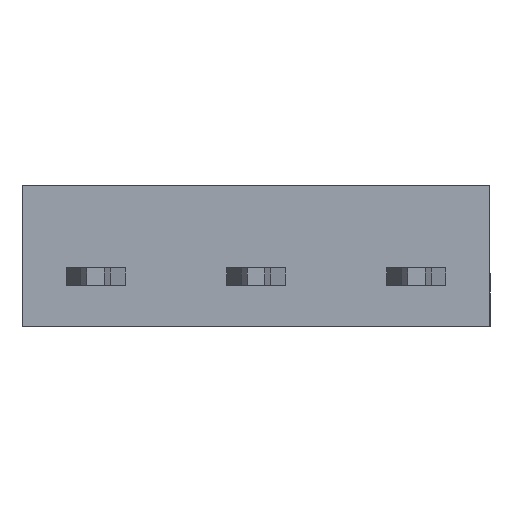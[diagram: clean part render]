
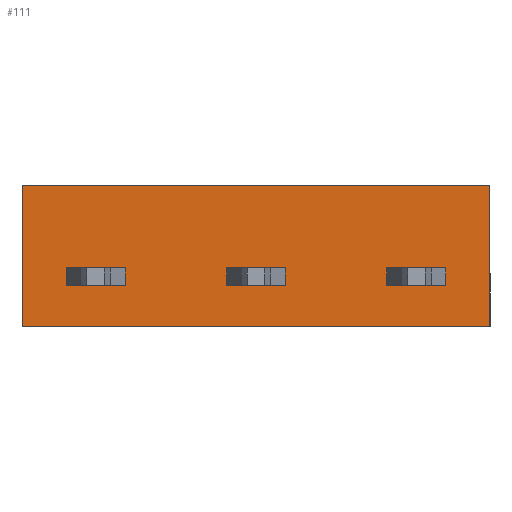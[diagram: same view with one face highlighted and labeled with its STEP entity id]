
A CAD part, front view. The second image highlights one B-rep face of the part: STEP entity #111.
In plain terms, the highlighted planar face has unit normal (0, -1, 0).
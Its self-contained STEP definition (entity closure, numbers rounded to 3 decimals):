
#4 = ORIENTED_EDGE ( 'NONE', *, *, #1083, .T. ) ;
#5 = ORIENTED_EDGE ( 'NONE', *, *, #2255, .T. ) ;
#6 = ORIENTED_EDGE ( 'NONE', *, *, #2261, .F. ) ;
#7 = ORIENTED_EDGE ( 'NONE', *, *, #1093, .T. ) ;
#21 = ORIENTED_EDGE ( 'NONE', *, *, #2266, .T. ) ;
#25 = ORIENTED_EDGE ( 'NONE', *, *, #1127, .F. ) ;
#26 = ORIENTED_EDGE ( 'NONE', *, *, #1980, .T. ) ;
#45 = EDGE_CURVE ( 'NONE', #539, #1139, #1211, .T. ) ;
#56 = EDGE_CURVE ( 'NONE', #569, #553, #1234, .T. ) ;
#111 = ADVANCED_FACE ( 'NONE', ( #4054, #4055, #4038, #4044 ), #4426, .F. ) ;
#184 = DIRECTION ( 'NONE',  ( 0., 0., 1. ) ) ;
#194 = CARTESIAN_POINT ( 'NONE',  ( -6.45, 0., 1.997 ) ) ;
#213 = EDGE_CURVE ( 'NONE', #970, #569, #1827, .T. ) ;
#222 = EDGE_CURVE ( 'NONE', #907, #863, #1824, .T. ) ;
#230 = EDGE_CURVE ( 'NONE', #531, #594, #1781, .T. ) ;
#531 = VERTEX_POINT ( 'NONE', #2797 ) ;
#539 = VERTEX_POINT ( 'NONE', #2807 ) ;
#541 = VERTEX_POINT ( 'NONE', #2809 ) ;
#553 = VERTEX_POINT ( 'NONE', #2844 ) ;
#569 = VERTEX_POINT ( 'NONE', #2911 ) ;
#570 = VERTEX_POINT ( 'NONE', #2855 ) ;
#594 = VERTEX_POINT ( 'NONE', #2893 ) ;
#753 = VERTEX_POINT ( 'NONE', #2863 ) ;
#771 = VERTEX_POINT ( 'NONE', #2881 ) ;
#789 = EDGE_LOOP ( 'NONE', ( #2068, #2067, #2070, #2069 ) ) ;
#811 = EDGE_LOOP ( 'NONE', ( #7, #6, #25, #21 ) ) ;
#828 = EDGE_LOOP ( 'NONE', ( #2071, #2056, #2050, #2061 ) ) ;
#831 = EDGE_LOOP ( 'NONE', ( #2074, #4, #26, #5 ) ) ;
#859 = VERTEX_POINT ( 'NONE', #2898 ) ;
#863 = VERTEX_POINT ( 'NONE', #2864 ) ;
#898 = VERTEX_POINT ( 'NONE', #2968 ) ;
#907 = VERTEX_POINT ( 'NONE', #2972 ) ;
#968 = VERTEX_POINT ( 'NONE', #2977 ) ;
#970 = VERTEX_POINT ( 'NONE', #2976 ) ;
#1083 = EDGE_CURVE ( 'NONE', #863, #898, #1843, .T. ) ;
#1091 = EDGE_CURVE ( 'NONE', #553, #859, #1860, .T. ) ;
#1093 = EDGE_CURVE ( 'NONE', #771, #570, #1885, .T. ) ;
#1127 = EDGE_CURVE ( 'NONE', #753, #541, #1871, .T. ) ;
#1139 = VERTEX_POINT ( 'NONE', #3045 ) ;
#1194 = VECTOR ( 'NONE', #4937, 1000. ) ;
#1204 = VECTOR ( 'NONE', #4911, 1000. ) ;
#1211 = LINE ( 'NONE', #4909, #1204 ) ;
#1234 = LINE ( 'NONE', #4961, #1194 ) ;
#1307 = LINE ( 'NONE', #2124, #1343 ) ;
#1338 = LINE ( 'NONE', #2204, #1344 ) ;
#1343 = VECTOR ( 'NONE', #2126, 1000. ) ;
#1344 = VECTOR ( 'NONE', #2185, 1000. ) ;
#1364 = LINE ( 'NONE', #194, #1409 ) ;
#1409 = VECTOR ( 'NONE', #184, 1000. ) ;
#1776 = VECTOR ( 'NONE', #2571, 1000. ) ;
#1779 = VECTOR ( 'NONE', #2559, 1000. ) ;
#1781 = LINE ( 'NONE', #2608, #1776 ) ;
#1786 = VECTOR ( 'NONE', #2532, 1000. ) ;
#1824 = LINE ( 'NONE', #2536, #1779 ) ;
#1827 = LINE ( 'NONE', #2500, #1786 ) ;
#1843 = LINE ( 'NONE', #2989, #1882 ) ;
#1860 = LINE ( 'NONE', #3010, #1865 ) ;
#1865 = VECTOR ( 'NONE', #3046, 1000. ) ;
#1871 = LINE ( 'NONE', #3076, #1881 ) ;
#1881 = VECTOR ( 'NONE', #3051, 1000. ) ;
#1882 = VECTOR ( 'NONE', #3001, 1000. ) ;
#1883 = LINE ( 'NONE', #3082, #1884 ) ;
#1884 = VECTOR ( 'NONE', #3037, 1000. ) ;
#1885 = LINE ( 'NONE', #3008, #1890 ) ;
#1890 = VECTOR ( 'NONE', #3029, 1000. ) ;
#1903 = LINE ( 'NONE', #2171, #1904 ) ;
#1904 = VECTOR ( 'NONE', #2162, 1000. ) ;
#1947 = VECTOR ( 'NONE', #2460, 1000. ) ;
#1948 = VECTOR ( 'NONE', #2151, 1000. ) ;
#1956 = LINE ( 'NONE', #2459, #1947 ) ;
#1959 = LINE ( 'NONE', #2166, #1948 ) ;
#1980 = EDGE_CURVE ( 'NONE', #898, #968, #1883, .T. ) ;
#2050 = ORIENTED_EDGE ( 'NONE', *, *, #1091, .T. ) ;
#2056 = ORIENTED_EDGE ( 'NONE', *, *, #56, .T. ) ;
#2061 = ORIENTED_EDGE ( 'NONE', *, *, #3810, .T. ) ;
#2067 = ORIENTED_EDGE ( 'NONE', *, *, #2278, .T. ) ;
#2068 = ORIENTED_EDGE ( 'NONE', *, *, #230, .T. ) ;
#2069 = ORIENTED_EDGE ( 'NONE', *, *, #3837, .T. ) ;
#2070 = ORIENTED_EDGE ( 'NONE', *, *, #45, .T. ) ;
#2071 = ORIENTED_EDGE ( 'NONE', *, *, #213, .T. ) ;
#2074 = ORIENTED_EDGE ( 'NONE', *, *, #222, .T. ) ;
#2124 = CARTESIAN_POINT ( 'NONE',  ( 4.45, 0., 1.997 ) ) ;
#2126 = DIRECTION ( 'NONE',  ( 0., 0., 1. ) ) ;
#2151 = DIRECTION ( 'NONE',  ( 0., 0., -1. ) ) ;
#2162 = DIRECTION ( 'NONE',  ( 0., 0., -1. ) ) ;
#2166 = CARTESIAN_POINT ( 'NONE',  ( 7.95, 0., 4.8 ) ) ;
#2171 = CARTESIAN_POINT ( 'NONE',  ( -7.95, 0., 4.8 ) ) ;
#2185 = DIRECTION ( 'NONE',  ( 0., 0., -1. ) ) ;
#2204 = CARTESIAN_POINT ( 'NONE',  ( -4.45, 0., 1.997 ) ) ;
#2255 = EDGE_CURVE ( 'NONE', #968, #907, #1956, .T. ) ;
#2261 = EDGE_CURVE ( 'NONE', #541, #570, #1959, .T. ) ;
#2266 = EDGE_CURVE ( 'NONE', #753, #771, #1903, .T. ) ;
#2278 = EDGE_CURVE ( 'NONE', #594, #539, #1338, .T. ) ;
#2459 = CARTESIAN_POINT ( 'NONE',  ( -1., 0., 2. ) ) ;
#2460 = DIRECTION ( 'NONE',  ( 0., 0., 1. ) ) ;
#2500 = CARTESIAN_POINT ( 'NONE',  ( 4.45, 0., 1.997 ) ) ;
#2532 = DIRECTION ( 'NONE',  ( 1., 0., 0. ) ) ;
#2536 = CARTESIAN_POINT ( 'NONE',  ( -1., 0., 2. ) ) ;
#2559 = DIRECTION ( 'NONE',  ( 1., 0., 0. ) ) ;
#2571 = DIRECTION ( 'NONE',  ( 1., 0., 0. ) ) ;
#2608 = CARTESIAN_POINT ( 'NONE',  ( -6.45, 0., 1.997 ) ) ;
#2797 = CARTESIAN_POINT ( 'NONE',  ( -6.45, 0., 1.997 ) ) ;
#2807 = CARTESIAN_POINT ( 'NONE',  ( -4.45, 0., 1.4 ) ) ;
#2809 = CARTESIAN_POINT ( 'NONE',  ( 7.95, 0., 4.8 ) ) ;
#2844 = CARTESIAN_POINT ( 'NONE',  ( 6.45, 0., 1.4 ) ) ;
#2855 = CARTESIAN_POINT ( 'NONE',  ( 7.95, 0., 0. ) ) ;
#2863 = CARTESIAN_POINT ( 'NONE',  ( -7.95, 0., 4.8 ) ) ;
#2864 = CARTESIAN_POINT ( 'NONE',  ( 1., 0., 2. ) ) ;
#2881 = CARTESIAN_POINT ( 'NONE',  ( -7.95, 0., 0. ) ) ;
#2893 = CARTESIAN_POINT ( 'NONE',  ( -4.45, 0., 1.997 ) ) ;
#2898 = CARTESIAN_POINT ( 'NONE',  ( 4.45, 0., 1.4 ) ) ;
#2911 = CARTESIAN_POINT ( 'NONE',  ( 6.45, 0., 1.997 ) ) ;
#2968 = CARTESIAN_POINT ( 'NONE',  ( 1., 0., 1.4 ) ) ;
#2972 = CARTESIAN_POINT ( 'NONE',  ( -1., 0., 2. ) ) ;
#2976 = CARTESIAN_POINT ( 'NONE',  ( 4.45, 0., 1.997 ) ) ;
#2977 = CARTESIAN_POINT ( 'NONE',  ( -1., 0., 1.4 ) ) ;
#2989 = CARTESIAN_POINT ( 'NONE',  ( 1., 0., 2. ) ) ;
#3001 = DIRECTION ( 'NONE',  ( 0., 0., -1. ) ) ;
#3008 = CARTESIAN_POINT ( 'NONE',  ( 7.95, 0., 0. ) ) ;
#3010 = CARTESIAN_POINT ( 'NONE',  ( 4.45, 0., 1.4 ) ) ;
#3029 = DIRECTION ( 'NONE',  ( 1., 0., 0. ) ) ;
#3037 = DIRECTION ( 'NONE',  ( -1., 0., 0. ) ) ;
#3045 = CARTESIAN_POINT ( 'NONE',  ( -6.45, 0., 1.4 ) ) ;
#3046 = DIRECTION ( 'NONE',  ( -1., 0., 0. ) ) ;
#3051 = DIRECTION ( 'NONE',  ( 1., 0., 0. ) ) ;
#3076 = CARTESIAN_POINT ( 'NONE',  ( 7.95, 0., 4.8 ) ) ;
#3082 = CARTESIAN_POINT ( 'NONE',  ( -1., 0., 1.4 ) ) ;
#3634 = AXIS2_PLACEMENT_3D ( 'NONE', #4461, #4495, #4499 ) ;
#3810 = EDGE_CURVE ( 'NONE', #859, #970, #1307, .T. ) ;
#3837 = EDGE_CURVE ( 'NONE', #1139, #531, #1364, .T. ) ;
#4038 = FACE_BOUND ( 'NONE', #831, .T. ) ;
#4044 = FACE_OUTER_BOUND ( 'NONE', #811, .T. ) ;
#4054 = FACE_BOUND ( 'NONE', #828, .T. ) ;
#4055 = FACE_BOUND ( 'NONE', #789, .T. ) ;
#4426 = PLANE ( 'NONE',  #3634 ) ;
#4461 = CARTESIAN_POINT ( 'NONE',  ( 7.95, 0., 4.8 ) ) ;
#4495 = DIRECTION ( 'NONE',  ( 0., 1., 0. ) ) ;
#4499 = DIRECTION ( 'NONE',  ( 0., 0., 1. ) ) ;
#4909 = CARTESIAN_POINT ( 'NONE',  ( -6.45, 0., 1.4 ) ) ;
#4911 = DIRECTION ( 'NONE',  ( -1., 0., 0. ) ) ;
#4937 = DIRECTION ( 'NONE',  ( 0., 0., -1. ) ) ;
#4961 = CARTESIAN_POINT ( 'NONE',  ( 6.45, 0., 1.997 ) ) ;
